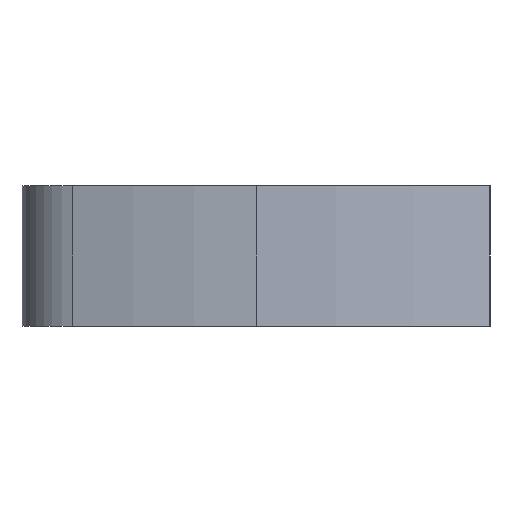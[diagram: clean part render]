
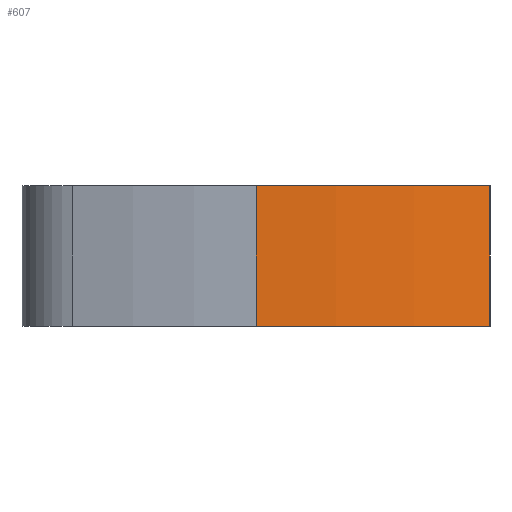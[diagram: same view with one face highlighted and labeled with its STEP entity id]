
A CAD part, left-side view. The second image highlights one B-rep face of the part: STEP entity #607.
In plain terms, the highlighted cylindrical face has radius 27.995 mm (diameter 55.99 mm), a partial arc.
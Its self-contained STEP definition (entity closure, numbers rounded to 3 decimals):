
#5 = EDGE_CURVE ( 'NONE', #852, #63, #537, .T. ) ;
#6 = ORIENTED_EDGE ( 'NONE', *, *, #5, .F. ) ;
#26 = ORIENTED_EDGE ( 'NONE', *, *, #359, .T. ) ;
#40 = ORIENTED_EDGE ( 'NONE', *, *, #240, .F. ) ;
#45 = EDGE_LOOP ( 'NONE', ( #6, #713, #26, #40 ) ) ;
#63 = VERTEX_POINT ( 'NONE', #842 ) ;
#111 = FACE_OUTER_BOUND ( 'NONE', #45, .T. ) ;
#118 = CARTESIAN_POINT ( 'NONE',  ( 0., 0., 0. ) ) ;
#167 = CIRCLE ( 'NONE', #1167, 27.995 ) ;
#240 = EDGE_CURVE ( 'NONE', #63, #594, #478, .T. ) ;
#285 = DIRECTION ( 'NONE',  ( 0., 0., -1. ) ) ;
#312 = CARTESIAN_POINT ( 'NONE',  ( 26.148, 10., 0. ) ) ;
#318 = DIRECTION ( 'NONE',  ( -1., 0., 0. ) ) ;
#359 = EDGE_CURVE ( 'NONE', #743, #594, #167, .T. ) ;
#430 = AXIS2_PLACEMENT_3D ( 'NONE', #507, #494, #831 ) ;
#478 = LINE ( 'NONE', #582, #614 ) ;
#493 = CARTESIAN_POINT ( 'NONE',  ( -1.847, 10., 6. ) ) ;
#494 = DIRECTION ( 'NONE',  ( 0., 0., -1. ) ) ;
#507 = CARTESIAN_POINT ( 'NONE',  ( 26.148, 10., 6. ) ) ;
#537 = CIRCLE ( 'NONE', #1018, 27.995 ) ;
#582 = CARTESIAN_POINT ( 'NONE',  ( 0., 0., 6. ) ) ;
#594 = VERTEX_POINT ( 'NONE', #118 ) ;
#607 = ADVANCED_FACE ( 'NONE', ( #111 ), #1033, .T. ) ;
#614 = VECTOR ( 'NONE', #648, 1000. ) ;
#648 = DIRECTION ( 'NONE',  ( 0., 0., -1. ) ) ;
#713 = ORIENTED_EDGE ( 'NONE', *, *, #891, .T. ) ;
#724 = VECTOR ( 'NONE', #285, 1000. ) ;
#743 = VERTEX_POINT ( 'NONE', #773 ) ;
#773 = CARTESIAN_POINT ( 'NONE',  ( -1.847, 10., 0. ) ) ;
#822 = CARTESIAN_POINT ( 'NONE',  ( 26.148, 10., 6. ) ) ;
#823 = LINE ( 'NONE', #493, #724 ) ;
#831 = DIRECTION ( 'NONE',  ( -1., 0., 0. ) ) ;
#842 = CARTESIAN_POINT ( 'NONE',  ( 0., 0., 6. ) ) ;
#852 = VERTEX_POINT ( 'NONE', #1174 ) ;
#891 = EDGE_CURVE ( 'NONE', #852, #743, #823, .T. ) ;
#918 = DIRECTION ( 'NONE',  ( 0., 0., 1. ) ) ;
#1018 = AXIS2_PLACEMENT_3D ( 'NONE', #822, #918, #1100 ) ;
#1033 = CYLINDRICAL_SURFACE ( 'NONE', #430, 27.995 ) ;
#1100 = DIRECTION ( 'NONE',  ( -1., 0., 0. ) ) ;
#1125 = DIRECTION ( 'NONE',  ( 0., 0., 1. ) ) ;
#1167 = AXIS2_PLACEMENT_3D ( 'NONE', #312, #1125, #318 ) ;
#1174 = CARTESIAN_POINT ( 'NONE',  ( -1.847, 10., 6. ) ) ;
